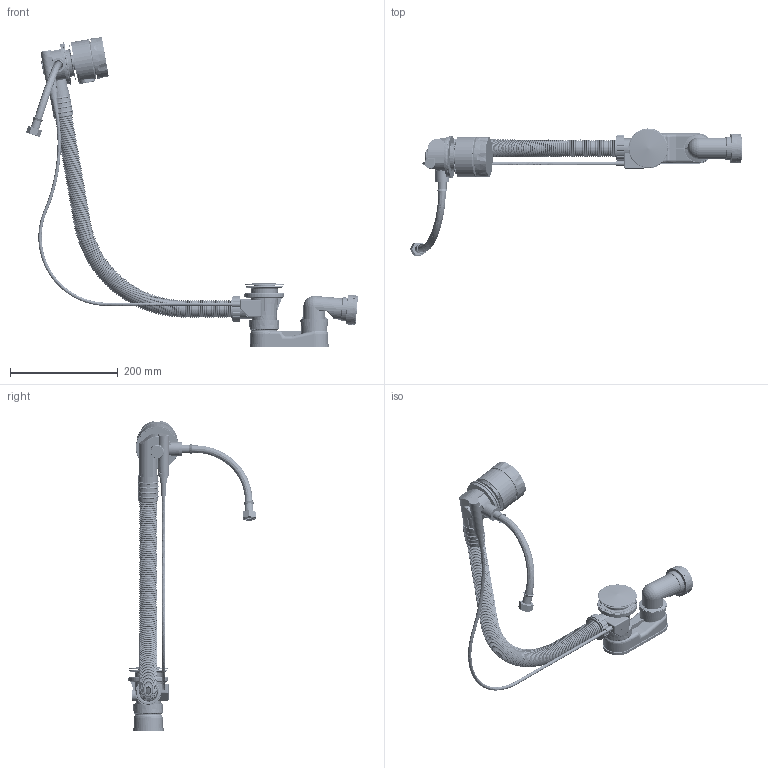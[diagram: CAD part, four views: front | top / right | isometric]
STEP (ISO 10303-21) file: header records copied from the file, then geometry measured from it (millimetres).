
FILE_DESCRIPTION(/* description */ ('Unknown'),/* implementation_level */ '2;1');
FILE_NAME(/* name */ 'P033',/* time_stamp */ '2022-12-13T09:09:40+01:00',/* author */ ('Unknown'),/* organization */ ('Unknown'),/* preprocessor_version */ 'ST-DEVELOPER v16.7',/* originating_system */ 'DEX',/* authorisation */ $);
FILE_SCHEMA (('AUTOMOTIVE_DESIGN {1 0 10303 214 3 1 1}'));
Products named in the file (28): P033-00; P033-02; P032-09; P033-002; P033-002.01; P033-002.02; P033-002.03; P032-06; P032-11; P032-12; P033-08; P033-06; P033-001_oa_0; 080028 - Tubo Platica corrugato cm.57_Curva; TR104 - Tirante art. 132wras; 080432 - Corpo piletta; 080452 - Calotta 1 1_4; 080753 - Corpo vasca erogazione PP_Conf. Clienti; 080751 - Coperchio a scatto corpo 132; Flex Inox m1_2xf1_2 cm.20; 080444 - Coperchio scatolino 104; P033-01; P032-005; 082366 - Tappo di chiusura sifone vasca PP_Ver. cliente; 082367 - Codolo curvo sifone vasca PP G1 1_2_Ver. Cliente; 080453 - Calotta 1 1_2; 040716 - Guarniz. conica 1 1_2 Ø39 x 8mm; 082365 - Corpo sifone vasca PP vers. Calotta_Ver. Cliente
Assembly tree (29 placements, depth 3):
  P033-00
    P033-02
    P032-09
    P033-002
      P033-002.01
      P033-002.02
      P033-002.03
    P032-06
    P032-11
    P032-12
    P033-08
    P033-06
    P033-001_oa_0
      080028 - Tubo Platica corrugato cm.57_Curva
      TR104 - Tirante art. 132wras
      080432 - Corpo piletta
      080452 - Calotta 1 1_4
      080753 - Corpo vasca erogazione PP_Conf. Clienti
      080751 - Coperchio a scatto corpo 132
      Flex Inox m1_2xf1_2 cm.20
      080444 - Coperchio scatolino 104
    P033-01
    P032-005
      082366 - Tappo di chiusura sifone vasca PP_Ver. cliente
      082367 - Codolo curvo sifone vasca PP G1 1_2_Ver. Cliente
      080453 - Calotta 1 1_2  x2
      040716 - Guarniz. conica 1 1_2 Ø39 x 8mm  x2
      082365 - Corpo sifone vasca PP vers. Calotta_Ver. Cliente
Bounding box: 615.83 x 236.15 x 574.25 mm (x, y, z)
Volume: 437169.2 mm3; surface area: 510275.3 mm2
Topology: 25 solids, 26 shells, 1987 faces, 5460 edges, 3568 vertices
Faces by surface type: plane 772, cylinder 437, torus 378, bspline 267, cone 118, sphere 15
Full cylindrical faces by diameter (mm): 2.5 x2, 2.55 x1, 4.5 x1, 5 x3, 6 x1, 7.6 x1, 8 x1, 9 x1, 9.5 x1, 10 x1, 11 x2, 11.445 x1, 13.5 x1, 13.6 x1, 13.7 x1, 14 x4, 14.7 x2, 15.5 x1, 15.6 x1, 16 x4, 17.4 x1, 18 x1, 18.5 x1, 18.63 x1, 18.631 x1, 19.8 x1, 20 x1, 20.7 x1, 21 x2, 21.1 x1
Entity records: 111815 total; most frequent: CARTESIAN_POINT 67257, ORIENTED_EDGE 8894, DIRECTION 7910, EDGE_CURVE 4447, VERTEX_POINT 3218, AXIS2_PLACEMENT_3D 3086, FACE_BOUND 2661, EDGE_LOOP 2660
